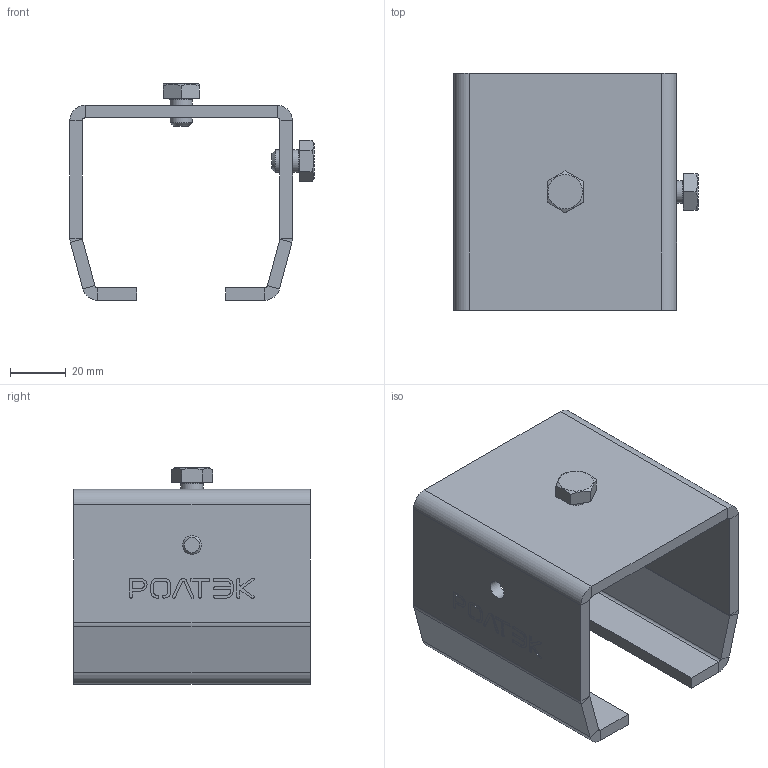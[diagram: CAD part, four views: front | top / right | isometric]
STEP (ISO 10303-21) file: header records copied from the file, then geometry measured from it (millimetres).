
FILE_DESCRIPTION(('STEP AP203'), '1');
FILE_NAME('250.RC59 Äåðæàòåëü RC59 áàçîâûé', '', ('UNSPECIFIED'), ('UNSPECIFIED'), 'ASCON STEP Converter 1.3', 'ASCON Math Kernel', '');
FILE_SCHEMA(('CONFIG_CONTROL_DESIGN'));
Length unit declared in the file: millimetre
Products named in the file (1): 250.RC59
Bounding box: 87.8 x 85 x 77.8 mm (x, y, z)
Volume: 92382 mm3; surface area: 44250.5 mm2
Topology: 1 solids, 1 shells, 204 faces, 513 edges, 324 vertices
Faces by surface type: plane 124, cylinder 74, cone 4, torus 2
Full cylindrical faces by diameter (mm): 6.8 x1, 8 x4
Entity records: 8188 total; most frequent: CARTESIAN_POINT 1559, DIRECTION 1054, ORIENTED_EDGE 1004, EDGE_CURVE 502, AXIS2_PLACEMENT_3D 359, LINE 336, VECTOR 336, VERTEX_POINT 324
